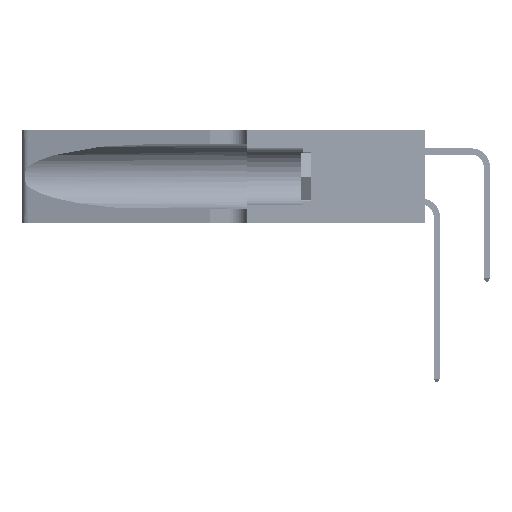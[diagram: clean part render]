
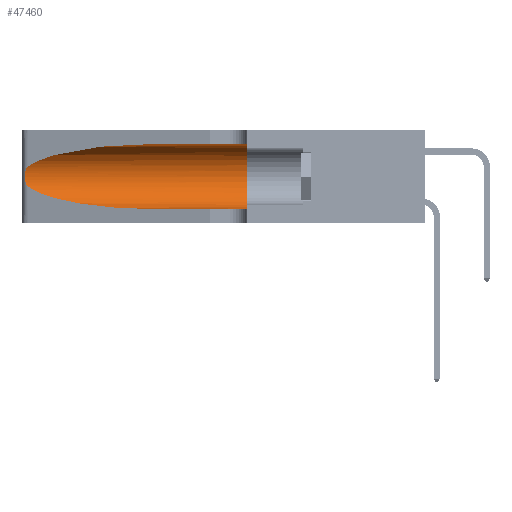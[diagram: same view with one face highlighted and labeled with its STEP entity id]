
A CAD part, left-side view. The second image highlights one B-rep face of the part: STEP entity #47460.
In plain terms, the highlighted cylindrical face has radius 3.308 mm (diameter 6.617 mm), a partial arc.
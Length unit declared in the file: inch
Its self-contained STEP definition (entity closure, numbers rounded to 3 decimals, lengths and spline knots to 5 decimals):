
#880 = B_SPLINE_CURVE_WITH_KNOTS ( 'NONE', 3,
 ( #1388, #44062, #44435, #31634, #53039, #17987, #44810, #13811, #1002, #44256, #48466, #18736, #22336, #31062 ),
 .UNSPECIFIED., .F., .F.,
 ( 4, 2, 2, 2, 2, 2, 4 ),
 ( 0., 0.00027, 0.00053, 0.00107, 0.0016, 0.00187, 0.00214 ),
 .UNSPECIFIED. ) ;
#1002 = CARTESIAN_POINT ( 'NONE',  ( 0.26017, 1.23833, 0.17102 ) ) ;
#1106 = CARTESIAN_POINT ( 'NONE',  ( 0.1305, 0.72297, 0.05475 ) ) ;
#1388 = CARTESIAN_POINT ( 'NONE',  ( 0.25487, 1.22718, 0.22369 ) ) ;
#2598 = VECTOR ( 'NONE', #22622, 39.37008 ) ;
#3796 = CARTESIAN_POINT ( 'NONE',  ( 0.2373, 1.15595, 0.28018 ) ) ;
#3856 = DIRECTION ( 'NONE',  ( 0., -1., 0. ) ) ;
#4593 = VECTOR ( 'NONE', #3856, 39.37008 ) ;
#4595 = EDGE_CURVE ( 'NONE', #55603, #40735, #14532, .T. ) ;
#5732 = VERTEX_POINT ( 'NONE', #29055 ) ;
#6047 = CARTESIAN_POINT ( 'NONE',  ( 0.1305, 0.35, 0.31525 ) ) ;
#7780 = CARTESIAN_POINT ( 'NONE',  ( 0.1305, 0.72297, 0.05475 ) ) ;
#9298 =( BOUNDED_CURVE ( )  B_SPLINE_CURVE ( 3, ( #27013, #14497, #31731, #1106 ),
 .UNSPECIFIED., .F., .F. ) 
 B_SPLINE_CURVE_WITH_KNOTS ( ( 4, 4 ),
 ( 3.44316, 4.71239 ),
 .UNSPECIFIED. ) 
 CURVE ( )  GEOMETRIC_REPRESENTATION_ITEM ( )  RATIONAL_B_SPLINE_CURVE ( ( 1., 0.87, 0.87, 1. ) ) 
 REPRESENTATION_ITEM ( '' )  );
#10030 = ORIENTED_EDGE ( 'NONE', *, *, #10478, .T. ) ;
#10478 = EDGE_CURVE ( 'NONE', #5732, #50987, #33718, .T. ) ;
#11064 = ORIENTED_EDGE ( 'NONE', *, *, #37059, .F. ) ;
#12898 = EDGE_CURVE ( 'NONE', #29494, #40735, #22265, .T. ) ;
#13811 = CARTESIAN_POINT ( 'NONE',  ( 0.26075, 1.23896, 0.178 ) ) ;
#14497 = CARTESIAN_POINT ( 'NONE',  ( 0.2373, 1.15595, 0.08982 ) ) ;
#14532 = CIRCLE ( 'NONE', #29184, 0.13025 ) ;
#15952 = ORIENTED_EDGE ( 'NONE', *, *, #52986, .T. ) ;
#16001 = CARTESIAN_POINT ( 'NONE',  ( 0.1305, 1.61858, 0.185 ) ) ;
#16940 = CARTESIAN_POINT ( 'NONE',  ( 0.25487, 1.22718, 0.22369 ) ) ;
#17987 = CARTESIAN_POINT ( 'NONE',  ( 0.26018, 1.23835, 0.19895 ) ) ;
#18641 = CARTESIAN_POINT ( 'NONE',  ( 0.1305, 1.61858, 0.31525 ) ) ;
#18736 = CARTESIAN_POINT ( 'NONE',  ( 0.25639, 1.23186, 0.15144 ) ) ;
#19904 = AXIS2_PLACEMENT_3D ( 'NONE', #16001, #51001, #29067 ) ;
#22265 = LINE ( 'NONE', #39073, #4593 ) ;
#22336 = CARTESIAN_POINT ( 'NONE',  ( 0.25555, 1.22993, 0.14849 ) ) ;
#22491 = CARTESIAN_POINT ( 'NONE',  ( 0.1305, 0.35, 0.185 ) ) ;
#22622 = DIRECTION ( 'NONE',  ( 0., -1., 0. ) ) ;
#25336 = ORIENTED_EDGE ( 'NONE', *, *, #4595, .F. ) ;
#27013 = CARTESIAN_POINT ( 'NONE',  ( 0.25487, 1.22718, 0.14631 ) ) ;
#27071 = DIRECTION ( 'NONE',  ( 0., 1., 0. ) ) ;
#29055 = CARTESIAN_POINT ( 'NONE',  ( 0.1305, 0.72297, 0.31525 ) ) ;
#29067 = DIRECTION ( 'NONE',  ( 0., 0., -1. ) ) ;
#29184 = AXIS2_PLACEMENT_3D ( 'NONE', #22491, #27071, #31417 ) ;
#29494 = VERTEX_POINT ( 'NONE', #7780 ) ;
#31062 = CARTESIAN_POINT ( 'NONE',  ( 0.25487, 1.22718, 0.14631 ) ) ;
#31417 = DIRECTION ( 'NONE',  ( 0., 0., 1. ) ) ;
#31634 = CARTESIAN_POINT ( 'NONE',  ( 0.25787, 1.23484, 0.2124 ) ) ;
#31731 = CARTESIAN_POINT ( 'NONE',  ( 0.18966, 0.96281, 0.05475 ) ) ;
#32119 = ORIENTED_EDGE ( 'NONE', *, *, #12898, .T. ) ;
#33718 =( BOUNDED_CURVE ( )  B_SPLINE_CURVE ( 3, ( #42997, #34062, #3796, #16940 ),
 .UNSPECIFIED., .F., .T. ) 
 B_SPLINE_CURVE_WITH_KNOTS ( ( 4, 4 ),
 ( 1.5708, 2.84003 ),
 .UNSPECIFIED. ) 
 CURVE ( )  GEOMETRIC_REPRESENTATION_ITEM ( )  RATIONAL_B_SPLINE_CURVE ( ( 1., 0.87, 0.87, 1. ) ) 
 REPRESENTATION_ITEM ( '' )  );
#34062 = CARTESIAN_POINT ( 'NONE',  ( 0.18966, 0.96281, 0.31525 ) ) ;
#35661 = CARTESIAN_POINT ( 'NONE',  ( 0.25487, 1.22718, 0.14631 ) ) ;
#36279 = CARTESIAN_POINT ( 'NONE',  ( 0.1305, 0.35, 0.05475 ) ) ;
#37059 = EDGE_CURVE ( 'NONE', #5732, #55603, #39368, .T. ) ;
#39073 = CARTESIAN_POINT ( 'NONE',  ( 0.1305, 1.61858, 0.05475 ) ) ;
#39368 = LINE ( 'NONE', #18641, #2598 ) ;
#40206 = ORIENTED_EDGE ( 'NONE', *, *, #44981, .T. ) ;
#40735 = VERTEX_POINT ( 'NONE', #36279 ) ;
#42997 = CARTESIAN_POINT ( 'NONE',  ( 0.1305, 0.72297, 0.31525 ) ) ;
#43217 = CYLINDRICAL_SURFACE ( 'NONE', #19904, 0.13025 ) ;
#44062 = CARTESIAN_POINT ( 'NONE',  ( 0.25555, 1.22994, 0.2215 ) ) ;
#44256 = CARTESIAN_POINT ( 'NONE',  ( 0.25856, 1.23593, 0.16098 ) ) ;
#44435 = CARTESIAN_POINT ( 'NONE',  ( 0.25639, 1.23184, 0.21858 ) ) ;
#44810 = CARTESIAN_POINT ( 'NONE',  ( 0.26075, 1.23896, 0.19203 ) ) ;
#44981 = EDGE_CURVE ( 'NONE', #50987, #51074, #880, .T. ) ;
#47460 = ADVANCED_FACE ( 'NONE', ( #53468 ), #43217, .F. ) ;
#48466 = CARTESIAN_POINT ( 'NONE',  ( 0.25789, 1.23486, 0.15765 ) ) ;
#50299 = EDGE_LOOP ( 'NONE', ( #10030, #40206, #15952, #32119, #25336, #11064 ) ) ;
#50987 = VERTEX_POINT ( 'NONE', #51680 ) ;
#51001 = DIRECTION ( 'NONE',  ( 0., -1., 0. ) ) ;
#51074 = VERTEX_POINT ( 'NONE', #35661 ) ;
#51680 = CARTESIAN_POINT ( 'NONE',  ( 0.25487, 1.22718, 0.22369 ) ) ;
#52986 = EDGE_CURVE ( 'NONE', #51074, #29494, #9298, .T. ) ;
#53039 = CARTESIAN_POINT ( 'NONE',  ( 0.25854, 1.2359, 0.20912 ) ) ;
#53468 = FACE_OUTER_BOUND ( 'NONE', #50299, .T. ) ;
#55603 = VERTEX_POINT ( 'NONE', #6047 ) ;
